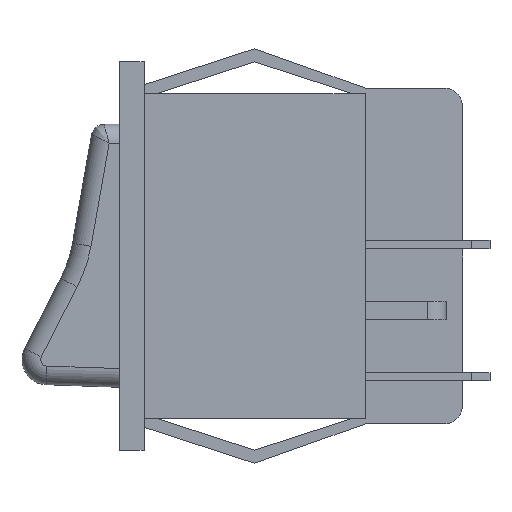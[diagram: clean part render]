
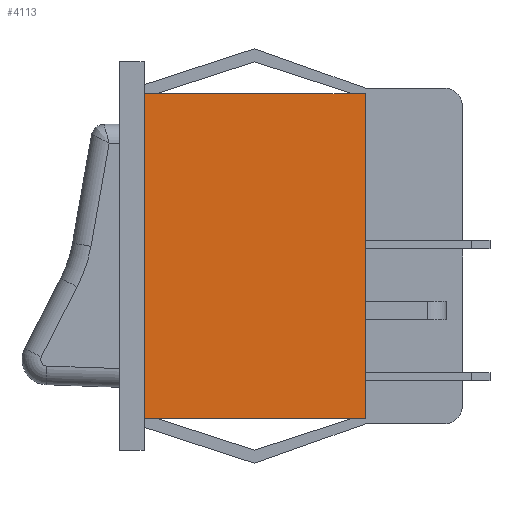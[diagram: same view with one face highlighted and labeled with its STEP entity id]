
A CAD part, left-side view. The second image highlights one B-rep face of the part: STEP entity #4113.
In plain terms, the highlighted planar face has unit normal (-1, 0, 0).
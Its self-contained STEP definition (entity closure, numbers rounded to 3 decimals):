
#14 = ORIENTED_EDGE ( 'NONE', *, *, #4371, .F. ) ;
#433 = FACE_OUTER_BOUND ( 'NONE', #16393, .T. ) ;
#876 = VECTOR ( 'NONE', #7098, 1000. ) ;
#1271 = DIRECTION ( 'NONE',  ( 0., 0., -1. ) ) ;
#1706 = LINE ( 'NONE', #11840, #15087 ) ;
#2311 = DIRECTION ( 'NONE',  ( 0., 0., -1. ) ) ;
#3050 = DIRECTION ( 'NONE',  ( 0., 0., -1. ) ) ;
#3951 = VERTEX_POINT ( 'NONE', #9280 ) ;
#4113 = ADVANCED_FACE ( 'NONE', ( #433 ), #14260, .F. ) ;
#4371 = EDGE_CURVE ( 'NONE', #17455, #3951, #1706, .T. ) ;
#4902 = LINE ( 'NONE', #6802, #13073 ) ;
#5393 = CARTESIAN_POINT ( 'NONE',  ( -11., -2., 13. ) ) ;
#6274 = VERTEX_POINT ( 'NONE', #5393 ) ;
#6802 = CARTESIAN_POINT ( 'NONE',  ( -11., -2., 13. ) ) ;
#7098 = DIRECTION ( 'NONE',  ( 0., 1., 0. ) ) ;
#7955 = ORIENTED_EDGE ( 'NONE', *, *, #15088, .F. ) ;
#9280 = CARTESIAN_POINT ( 'NONE',  ( -11., -19.7, -13. ) ) ;
#10271 = EDGE_CURVE ( 'NONE', #6274, #15634, #4902, .T. ) ;
#10802 = LINE ( 'NONE', #12464, #876 ) ;
#10925 = CARTESIAN_POINT ( 'NONE',  ( -11., -19.7, -13. ) ) ;
#11840 = CARTESIAN_POINT ( 'NONE',  ( -11., -19.7, 13. ) ) ;
#12275 = AXIS2_PLACEMENT_3D ( 'NONE', #15657, #14201, #3050 ) ;
#12464 = CARTESIAN_POINT ( 'NONE',  ( -11., -19.7, 13. ) ) ;
#13073 = VECTOR ( 'NONE', #1271, 1000. ) ;
#13562 = DIRECTION ( 'NONE',  ( 0., 1., 0. ) ) ;
#14029 = CARTESIAN_POINT ( 'NONE',  ( -11., -19.7, 13. ) ) ;
#14201 = DIRECTION ( 'NONE',  ( 1., 0., 0. ) ) ;
#14260 = PLANE ( 'NONE',  #12275 ) ;
#15087 = VECTOR ( 'NONE', #2311, 1000. ) ;
#15088 = EDGE_CURVE ( 'NONE', #3951, #15634, #17543, .T. ) ;
#15634 = VERTEX_POINT ( 'NONE', #15688 ) ;
#15657 = CARTESIAN_POINT ( 'NONE',  ( -11., -19.7, 13. ) ) ;
#15688 = CARTESIAN_POINT ( 'NONE',  ( -11., -2., -13. ) ) ;
#15837 = VECTOR ( 'NONE', #13562, 1000. ) ;
#15902 = ORIENTED_EDGE ( 'NONE', *, *, #10271, .T. ) ;
#16251 = ORIENTED_EDGE ( 'NONE', *, *, #17533, .T. ) ;
#16393 = EDGE_LOOP ( 'NONE', ( #15902, #7955, #14, #16251 ) ) ;
#17455 = VERTEX_POINT ( 'NONE', #14029 ) ;
#17533 = EDGE_CURVE ( 'NONE', #17455, #6274, #10802, .T. ) ;
#17543 = LINE ( 'NONE', #10925, #15837 ) ;
